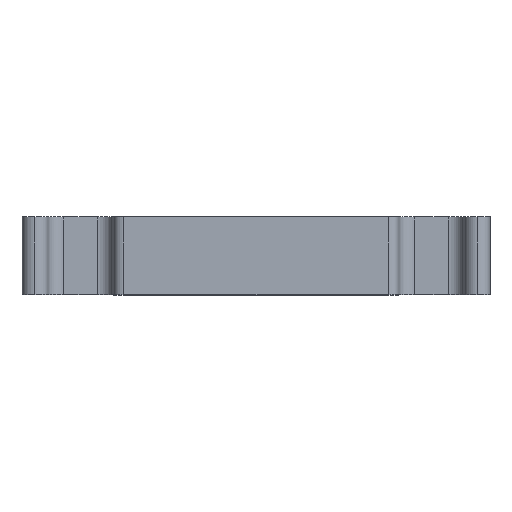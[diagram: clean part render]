
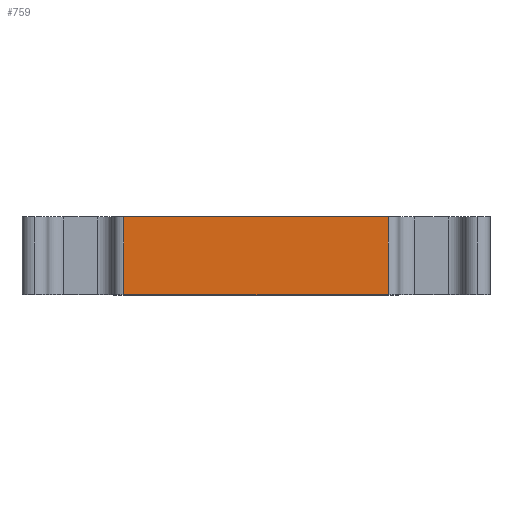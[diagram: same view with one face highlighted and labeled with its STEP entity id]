
A CAD part, top view. The second image highlights one B-rep face of the part: STEP entity #759.
In plain terms, the highlighted planar face has unit normal (0, 0, 1).
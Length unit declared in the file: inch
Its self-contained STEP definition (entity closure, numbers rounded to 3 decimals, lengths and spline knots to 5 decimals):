
#80 = LINE ( 'NONE', #6483, #1781 ) ;
#125 = CARTESIAN_POINT ( 'NONE',  ( -2.55, 0.75, 2.5 ) ) ;
#434 = DIRECTION ( 'NONE',  ( -1., 0., 0. ) ) ;
#463 = PLANE ( 'NONE',  #6043 ) ;
#759 = ADVANCED_FACE ( 'NONE', ( #1338 ), #463, .T. ) ;
#985 = VECTOR ( 'NONE', #6268, 39.37008 ) ;
#1142 = ORIENTED_EDGE ( 'NONE', *, *, #8995, .T. ) ;
#1338 = FACE_OUTER_BOUND ( 'NONE', #3333, .T. ) ;
#1496 = VERTEX_POINT ( 'NONE', #2569 ) ;
#1781 = VECTOR ( 'NONE', #3601, 39.37008 ) ;
#2178 = ORIENTED_EDGE ( 'NONE', *, *, #8382, .T. ) ;
#2263 = ORIENTED_EDGE ( 'NONE', *, *, #6454, .T. ) ;
#2276 = CARTESIAN_POINT ( 'NONE',  ( -2.55, 0.75, 2.5 ) ) ;
#2557 = LINE ( 'NONE', #4026, #985 ) ;
#2569 = CARTESIAN_POINT ( 'NONE',  ( -2.55, -0.75, 2.5 ) ) ;
#2591 = DIRECTION ( 'NONE',  ( 1., 0., 0. ) ) ;
#3333 = EDGE_LOOP ( 'NONE', ( #2263, #2178, #8735, #1142 ) ) ;
#3598 = EDGE_CURVE ( 'NONE', #5408, #1496, #6733, .T. ) ;
#3601 = DIRECTION ( 'NONE',  ( 0., 1., 0. ) ) ;
#4026 = CARTESIAN_POINT ( 'NONE',  ( 0., 0.75, 2.5 ) ) ;
#4377 = CARTESIAN_POINT ( 'NONE',  ( 2.55, -0.75, 2.5 ) ) ;
#5408 = VERTEX_POINT ( 'NONE', #4377 ) ;
#5536 = DIRECTION ( 'NONE',  ( 0., 0., 1. ) ) ;
#5892 = VERTEX_POINT ( 'NONE', #8204 ) ;
#6043 = AXIS2_PLACEMENT_3D ( 'NONE', #7752, #5536, #2591 ) ;
#6268 = DIRECTION ( 'NONE',  ( -1., 0., 0. ) ) ;
#6454 = EDGE_CURVE ( 'NONE', #5892, #8118, #2557, .T. ) ;
#6483 = CARTESIAN_POINT ( 'NONE',  ( 2.55, 0.75, 2.5 ) ) ;
#6518 = LINE ( 'NONE', #125, #7440 ) ;
#6733 = LINE ( 'NONE', #8103, #7891 ) ;
#7408 = DIRECTION ( 'NONE',  ( 0., -1., 0. ) ) ;
#7440 = VECTOR ( 'NONE', #7408, 39.37008 ) ;
#7752 = CARTESIAN_POINT ( 'NONE',  ( 0., 0.75, 2.5 ) ) ;
#7891 = VECTOR ( 'NONE', #434, 39.37008 ) ;
#8103 = CARTESIAN_POINT ( 'NONE',  ( 0., -0.75, 2.5 ) ) ;
#8118 = VERTEX_POINT ( 'NONE', #2276 ) ;
#8204 = CARTESIAN_POINT ( 'NONE',  ( 2.55, 0.75, 2.5 ) ) ;
#8382 = EDGE_CURVE ( 'NONE', #8118, #1496, #6518, .T. ) ;
#8735 = ORIENTED_EDGE ( 'NONE', *, *, #3598, .F. ) ;
#8995 = EDGE_CURVE ( 'NONE', #5408, #5892, #80, .T. ) ;
